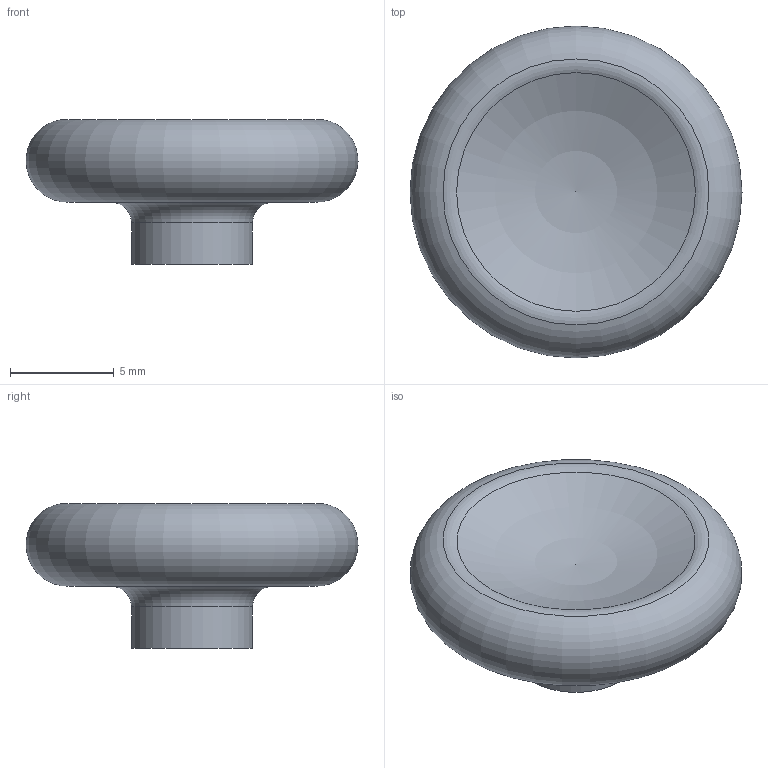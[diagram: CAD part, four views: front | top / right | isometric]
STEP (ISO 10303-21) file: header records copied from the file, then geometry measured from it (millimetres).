
FILE_DESCRIPTION(/* description */ (''),/* implementation_level */ '2;1');
FILE_NAME(/* name */ 'Button_5way-SKRHABE010-concave-short.step',/* time_stamp */ '2023-11-05T14:56:01+01:00',/* author */ (''),/* organization */ (''),/* preprocessor_version */ 'ST-DEVELOPER v20',/* originating_system */ 'Autodesk Translation Framework v12.14.0.127',/* authorisation */ '');
FILE_SCHEMA (('AUTOMOTIVE_DESIGN { 1 0 10303 214 3 1 1 }'));
Length unit declared in the file: millimetre
Products named in the file (1): 5way-SKRH-concave
Bounding box: 16 x 16 x 6.98 mm (x, y, z)
Volume: 708.1 mm3; surface area: 591.3 mm2
Topology: 1 solids, 1 shells, 12 faces, 26 edges, 17 vertices
Faces by surface type: plane 7, torus 3, cylinder 1, sphere 1
Full cylindrical faces by diameter (mm): 5.828 x1
Entity records: 358 total; most frequent: DIRECTION 63, CARTESIAN_POINT 55, ORIENTED_EDGE 50, EDGE_CURVE 25, AXIS2_PLACEMENT_3D 25, VERTEX_POINT 17, EDGE_LOOP 14, LINE 13
